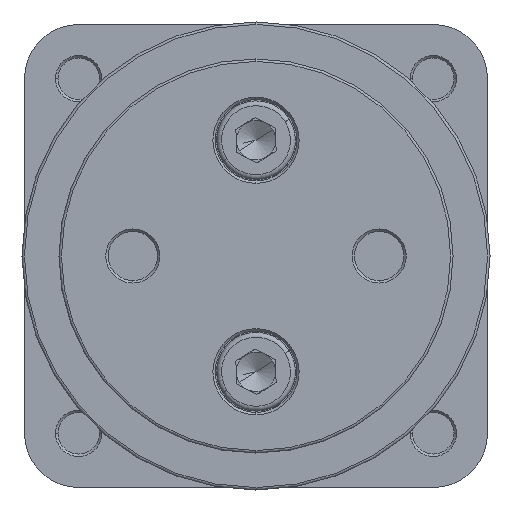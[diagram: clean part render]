
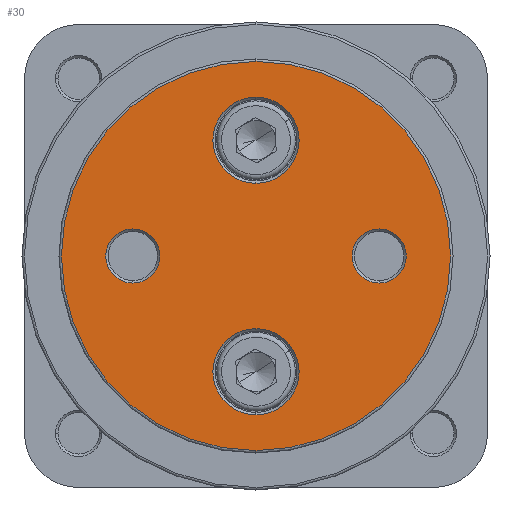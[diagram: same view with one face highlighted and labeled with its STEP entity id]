
A CAD part, left-side view. The second image highlights one B-rep face of the part: STEP entity #30.
In plain terms, the highlighted planar face has unit normal (-1, 0, 0).
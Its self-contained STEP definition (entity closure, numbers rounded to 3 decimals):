
#30 = ADVANCED_FACE ( 'NONE', ( #2745, #2751, #2753, #2755, #2744 ), #7876, .F. ) ;
#1103 = EDGE_CURVE ( 'NONE', #7649, #7711, #3774, .T. ) ;
#1177 = EDGE_CURVE ( 'NONE', #7634, #7647, #3881, .T. ) ;
#1178 = EDGE_CURVE ( 'NONE', #7702, #7623, #3882, .T. ) ;
#1182 = EDGE_CURVE ( 'NONE', #7711, #7649, #3886, .T. ) ;
#1183 = EDGE_CURVE ( 'NONE', #7592, #7533, #3887, .T. ) ;
#1193 = EDGE_CURVE ( 'NONE', #7533, #7592, #3899, .T. ) ;
#1198 = EDGE_CURVE ( 'NONE', #7546, #7565, #3905, .T. ) ;
#1235 = EDGE_CURVE ( 'NONE', #7565, #7546, #3962, .T. ) ;
#1237 = EDGE_CURVE ( 'NONE', #7647, #7634, #3966, .T. ) ;
#1244 = EDGE_CURVE ( 'NONE', #7623, #7702, #3975, .T. ) ;
#1703 = AXIS2_PLACEMENT_3D ( 'NONE', #7823, #7879, #7880 ) ;
#2182 = ORIENTED_EDGE ( 'NONE', *, *, #1177, .T. ) ;
#2183 = ORIENTED_EDGE ( 'NONE', *, *, #1237, .T. ) ;
#2184 = ORIENTED_EDGE ( 'NONE', *, *, #1198, .T. ) ;
#2185 = ORIENTED_EDGE ( 'NONE', *, *, #1235, .T. ) ;
#2186 = ORIENTED_EDGE ( 'NONE', *, *, #1178, .T. ) ;
#2187 = ORIENTED_EDGE ( 'NONE', *, *, #1244, .T. ) ;
#2188 = ORIENTED_EDGE ( 'NONE', *, *, #1183, .T. ) ;
#2189 = ORIENTED_EDGE ( 'NONE', *, *, #1193, .T. ) ;
#2190 = ORIENTED_EDGE ( 'NONE', *, *, #1103, .T. ) ;
#2191 = ORIENTED_EDGE ( 'NONE', *, *, #1182, .T. ) ;
#2433 = EDGE_LOOP ( 'NONE', ( #2187, #2186 ) ) ;
#2442 = EDGE_LOOP ( 'NONE', ( #2191, #2190 ) ) ;
#2444 = EDGE_LOOP ( 'NONE', ( #2189, #2188 ) ) ;
#2445 = EDGE_LOOP ( 'NONE', ( #2185, #2184 ) ) ;
#2446 = EDGE_LOOP ( 'NONE', ( #2183, #2182 ) ) ;
#2744 = FACE_BOUND ( 'NONE', #2446, .T. ) ;
#2745 = FACE_OUTER_BOUND ( 'NONE', #2442, .T. ) ;
#2751 = FACE_BOUND ( 'NONE', #2444, .T. ) ;
#2753 = FACE_BOUND ( 'NONE', #2433, .T. ) ;
#2755 = FACE_BOUND ( 'NONE', #2445, .T. ) ;
#3774 = CIRCLE ( 'NONE', #4618, 39.5 ) ;
#3881 = CIRCLE ( 'NONE', #4657, 5.5 ) ;
#3882 = CIRCLE ( 'NONE', #4655, 8.75 ) ;
#3886 = CIRCLE ( 'NONE', #4662, 39.5 ) ;
#3887 = CIRCLE ( 'NONE', #4663, 8.75 ) ;
#3899 = CIRCLE ( 'NONE', #4673, 8.75 ) ;
#3905 = CIRCLE ( 'NONE', #4678, 5.5 ) ;
#3962 = CIRCLE ( 'NONE', #4694, 5.5 ) ;
#3966 = CIRCLE ( 'NONE', #4696, 5.5 ) ;
#3975 = CIRCLE ( 'NONE', #4699, 8.75 ) ;
#4618 = AXIS2_PLACEMENT_3D ( 'NONE', #5448, #5449, #5450 ) ;
#4655 = AXIS2_PLACEMENT_3D ( 'NONE', #5638, #5639, #5640 ) ;
#4657 = AXIS2_PLACEMENT_3D ( 'NONE', #5627, #5636, #5637 ) ;
#4662 = AXIS2_PLACEMENT_3D ( 'NONE', #5644, #5651, #5652 ) ;
#4663 = AXIS2_PLACEMENT_3D ( 'NONE', #5648, #5654, #5655 ) ;
#4673 = AXIS2_PLACEMENT_3D ( 'NONE', #5678, #5684, #5685 ) ;
#4678 = AXIS2_PLACEMENT_3D ( 'NONE', #5692, #5699, #5700 ) ;
#4694 = AXIS2_PLACEMENT_3D ( 'NONE', #5788, #5790, #5791 ) ;
#4696 = AXIS2_PLACEMENT_3D ( 'NONE', #5789, #5795, #5796 ) ;
#4699 = AXIS2_PLACEMENT_3D ( 'NONE', #5812, #5813, #5814 ) ;
#5448 = CARTESIAN_POINT ( 'NONE',  ( 0., 0., 0. ) ) ;
#5449 = DIRECTION ( 'NONE',  ( -1., 0., 0. ) ) ;
#5450 = DIRECTION ( 'NONE',  ( 0., 0., -1. ) ) ;
#5627 = CARTESIAN_POINT ( 'NONE',  ( 0., 25., 0. ) ) ;
#5636 = DIRECTION ( 'NONE',  ( 1., 0., 0. ) ) ;
#5637 = DIRECTION ( 'NONE',  ( 0., 0., -1. ) ) ;
#5638 = CARTESIAN_POINT ( 'NONE',  ( 0., 0., 23.5 ) ) ;
#5639 = DIRECTION ( 'NONE',  ( 1., 0., 0. ) ) ;
#5640 = DIRECTION ( 'NONE',  ( 0., 0., -1. ) ) ;
#5644 = CARTESIAN_POINT ( 'NONE',  ( 0., 0., 0. ) ) ;
#5648 = CARTESIAN_POINT ( 'NONE',  ( 0., 0., -23.5 ) ) ;
#5651 = DIRECTION ( 'NONE',  ( -1., 0., 0. ) ) ;
#5652 = DIRECTION ( 'NONE',  ( 0., 0., -1. ) ) ;
#5654 = DIRECTION ( 'NONE',  ( 1., 0., 0. ) ) ;
#5655 = DIRECTION ( 'NONE',  ( 0., 0., -1. ) ) ;
#5678 = CARTESIAN_POINT ( 'NONE',  ( 0., 0., -23.5 ) ) ;
#5684 = DIRECTION ( 'NONE',  ( 1., 0., 0. ) ) ;
#5685 = DIRECTION ( 'NONE',  ( 0., 0., -1. ) ) ;
#5692 = CARTESIAN_POINT ( 'NONE',  ( 0., -25., 0. ) ) ;
#5699 = DIRECTION ( 'NONE',  ( 1., 0., 0. ) ) ;
#5700 = DIRECTION ( 'NONE',  ( 0., 0., -1. ) ) ;
#5788 = CARTESIAN_POINT ( 'NONE',  ( 0., -25., 0. ) ) ;
#5789 = CARTESIAN_POINT ( 'NONE',  ( 0., 25., 0. ) ) ;
#5790 = DIRECTION ( 'NONE',  ( 1., 0., 0. ) ) ;
#5791 = DIRECTION ( 'NONE',  ( 0., 0., -1. ) ) ;
#5795 = DIRECTION ( 'NONE',  ( 1., 0., 0. ) ) ;
#5796 = DIRECTION ( 'NONE',  ( 0., 0., -1. ) ) ;
#5812 = CARTESIAN_POINT ( 'NONE',  ( 0., 0., 23.5 ) ) ;
#5813 = DIRECTION ( 'NONE',  ( 1., 0., 0. ) ) ;
#5814 = DIRECTION ( 'NONE',  ( 0., 0., -1. ) ) ;
#7288 = CARTESIAN_POINT ( 'NONE',  ( 0., 0., -14.75 ) ) ;
#7302 = CARTESIAN_POINT ( 'NONE',  ( 0., -25., -5.5 ) ) ;
#7322 = CARTESIAN_POINT ( 'NONE',  ( 0., -25., 5.5 ) ) ;
#7352 = CARTESIAN_POINT ( 'NONE',  ( 0., 0., -32.25 ) ) ;
#7386 = CARTESIAN_POINT ( 'NONE',  ( 0., 0., 32.25 ) ) ;
#7398 = CARTESIAN_POINT ( 'NONE',  ( 0., 25., -5.5 ) ) ;
#7413 = CARTESIAN_POINT ( 'NONE',  ( 0., 25., 5.5 ) ) ;
#7415 = CARTESIAN_POINT ( 'NONE',  ( 0., 0., 39.5 ) ) ;
#7469 = CARTESIAN_POINT ( 'NONE',  ( 0., 0., 14.75 ) ) ;
#7479 = CARTESIAN_POINT ( 'NONE',  ( 0., 0., -39.5 ) ) ;
#7533 = VERTEX_POINT ( 'NONE', #7288 ) ;
#7546 = VERTEX_POINT ( 'NONE', #7302 ) ;
#7565 = VERTEX_POINT ( 'NONE', #7322 ) ;
#7592 = VERTEX_POINT ( 'NONE', #7352 ) ;
#7623 = VERTEX_POINT ( 'NONE', #7386 ) ;
#7634 = VERTEX_POINT ( 'NONE', #7398 ) ;
#7647 = VERTEX_POINT ( 'NONE', #7413 ) ;
#7649 = VERTEX_POINT ( 'NONE', #7415 ) ;
#7702 = VERTEX_POINT ( 'NONE', #7469 ) ;
#7711 = VERTEX_POINT ( 'NONE', #7479 ) ;
#7823 = CARTESIAN_POINT ( 'NONE',  ( 0., 0., 0. ) ) ;
#7876 = PLANE ( 'NONE',  #1703 ) ;
#7879 = DIRECTION ( 'NONE',  ( 1., 0., 0. ) ) ;
#7880 = DIRECTION ( 'NONE',  ( 0., 0., -1. ) ) ;
